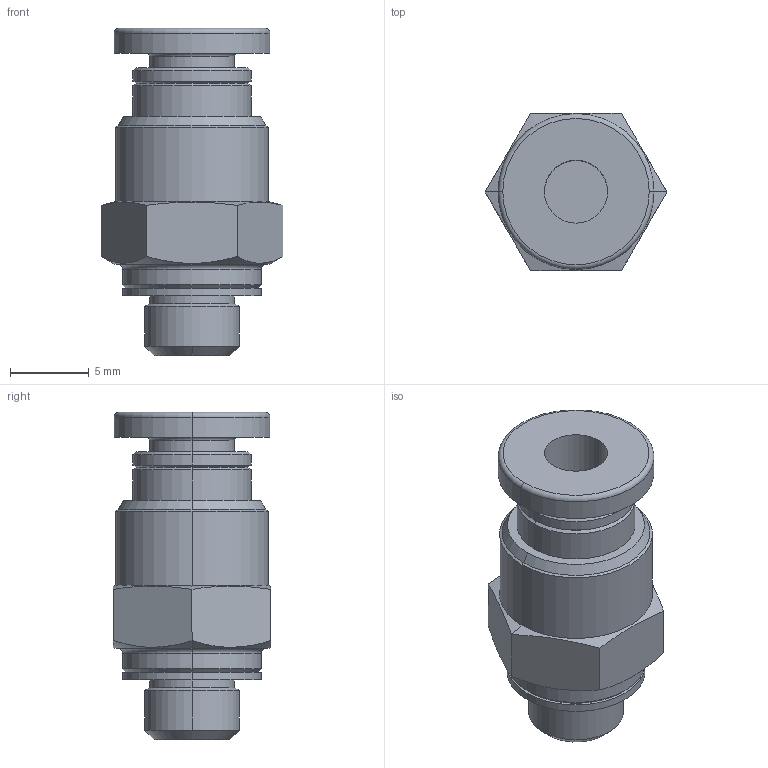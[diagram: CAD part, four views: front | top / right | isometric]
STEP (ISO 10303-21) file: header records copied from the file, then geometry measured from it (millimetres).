
FILE_DESCRIPTION(/* description */ ('AP214 STEP file'),/* implementation_level */ '2;1');
FILE_NAME(/* name */ 'PC4-M6_',/* time_stamp */ '2014-11-04T11:59:57+09:00',/* author */ (''),/* organization */ (''),/* preprocessor_version */ '.stp',/* originating_system */ 'UNIGRAPHICS',/* authorisation */ '');
FILE_SCHEMA (('AUTOMOTIVE_DESIGN'));
Length unit declared in the file: millimetre
Products named in the file (1): PC4-M6_
Bounding box: 11.55 x 10 x 20.8 mm (x, y, z)
Volume: 1051.5 mm3; surface area: 1017.6 mm2
Topology: 1 solids, 1 shells, 61 faces, 126 edges, 74 vertices
Faces by surface type: cylinder 20, cone 20, plane 15, torus 6
Entity records: 1531 total; most frequent: CARTESIAN_POINT 314, ORIENTED_EDGE 252, AXIS2_PLACEMENT_3D 127, EDGE_CURVE 126, STYLED_ITEM 126, VERTEX_POINT 74, EDGE_LOOP 68, CIRCLE 65
